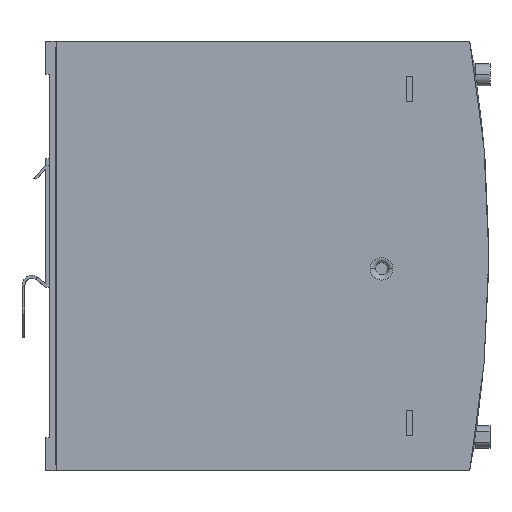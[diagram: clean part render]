
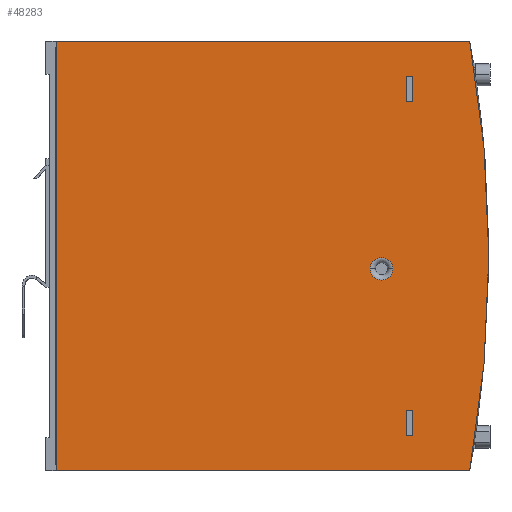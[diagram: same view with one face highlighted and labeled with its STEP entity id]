
A CAD part, top view. The second image highlights one B-rep face of the part: STEP entity #48283.
In plain terms, the highlighted planar face has unit normal (0, 0, 1).
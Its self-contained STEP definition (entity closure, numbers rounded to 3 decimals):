
#597 = VERTEX_POINT ( 'NONE', #19143 ) ;
#982 = ORIENTED_EDGE ( 'NONE', *, *, #41886, .F. ) ;
#1276 = DIRECTION ( 'NONE',  ( 0., -1., 0. ) ) ;
#1383 = VECTOR ( 'NONE', #1276, 1000. ) ;
#1676 = LINE ( 'NONE', #17758, #30795 ) ;
#1716 = VERTEX_POINT ( 'NONE', #23782 ) ;
#2255 = CARTESIAN_POINT ( 'NONE',  ( 295.281, 192.117, 1.5 ) ) ;
#3159 = EDGE_LOOP ( 'NONE', ( #26589, #41400, #14920, #22283 ) ) ;
#3542 = LINE ( 'NONE', #43807, #46922 ) ;
#4015 = VERTEX_POINT ( 'NONE', #18310 ) ;
#4235 = CARTESIAN_POINT ( 'NONE',  ( 288.081, 143.667, 1.5 ) ) ;
#4498 = LINE ( 'NONE', #40690, #9093 ) ;
#4853 = CARTESIAN_POINT ( 'NONE',  ( 288.081, 143.667, 1.5 ) ) ;
#6019 = VECTOR ( 'NONE', #35691, 1000. ) ;
#6037 = CARTESIAN_POINT ( 'NONE',  ( 297.081, 95.617, 1.5 ) ) ;
#6128 = AXIS2_PLACEMENT_3D ( 'NONE', #4853, #21435, #38029 ) ;
#6775 = EDGE_CURVE ( 'NONE', #16448, #38992, #32601, .T. ) ;
#7238 = FACE_BOUND ( 'NONE', #3159, .T. ) ;
#7441 = ORIENTED_EDGE ( 'NONE', *, *, #16059, .T. ) ;
#7518 = CARTESIAN_POINT ( 'NONE',  ( -30.919, 147.417, 1.5 ) ) ;
#7858 = CARTESIAN_POINT ( 'NONE',  ( 297.081, 199.117, 1.5 ) ) ;
#8183 = DIRECTION ( 'NONE',  ( -1., 0., 0. ) ) ;
#8255 = AXIS2_PLACEMENT_3D ( 'NONE', #7518, #36598, #24928 ) ;
#8345 = PLANE ( 'NONE',  #8255 ) ;
#8747 = CIRCLE ( 'NONE', #6128, 3.25 ) ;
#8777 = VERTEX_POINT ( 'NONE', #7858 ) ;
#8999 = EDGE_CURVE ( 'NONE', #23017, #597, #8747, .T. ) ;
#9093 = VECTOR ( 'NONE', #41224, 1000. ) ;
#10377 = LINE ( 'NONE', #6037, #44571 ) ;
#10442 = ORIENTED_EDGE ( 'NONE', *, *, #6775, .T. ) ;
#11030 = CARTESIAN_POINT ( 'NONE',  ( 313.546, 85.417, 1.5 ) ) ;
#11158 = ORIENTED_EDGE ( 'NONE', *, *, #16987, .F. ) ;
#11561 = ORIENTED_EDGE ( 'NONE', *, *, #43255, .T. ) ;
#11906 = VERTEX_POINT ( 'NONE', #29459 ) ;
#12530 = CARTESIAN_POINT ( 'NONE',  ( 192.081, 209.417, 1.5 ) ) ;
#13162 = EDGE_CURVE ( 'NONE', #15214, #8777, #1676, .T. ) ;
#13959 = CARTESIAN_POINT ( 'NONE',  ( 295.281, 95.617, 1.5 ) ) ;
#14176 = VERTEX_POINT ( 'NONE', #24926 ) ;
#14652 = CARTESIAN_POINT ( 'NONE',  ( 192.081, 85.417, 1.5 ) ) ;
#14737 = VERTEX_POINT ( 'NONE', #26113 ) ;
#14920 = ORIENTED_EDGE ( 'NONE', *, *, #26058, .F. ) ;
#15214 = VERTEX_POINT ( 'NONE', #32433 ) ;
#15680 = FACE_BOUND ( 'NONE', #36999, .T. ) ;
#16040 = AXIS2_PLACEMENT_3D ( 'NONE', #4235, #32808, #28457 ) ;
#16059 = EDGE_CURVE ( 'NONE', #14737, #16448, #35311, .T. ) ;
#16448 = VERTEX_POINT ( 'NONE', #11030 ) ;
#16987 = EDGE_CURVE ( 'NONE', #14176, #36142, #29386, .T. ) ;
#17420 = LINE ( 'NONE', #12530, #31414 ) ;
#17758 = CARTESIAN_POINT ( 'NONE',  ( 297.081, 199.117, 1.5 ) ) ;
#18055 = CARTESIAN_POINT ( 'NONE',  ( 313.546, 209.417, 1.5 ) ) ;
#18310 = CARTESIAN_POINT ( 'NONE',  ( 295.281, 192.117, 1.5 ) ) ;
#18828 = EDGE_CURVE ( 'NONE', #597, #23017, #46296, .T. ) ;
#19143 = CARTESIAN_POINT ( 'NONE',  ( 291.331, 143.667, 1.5 ) ) ;
#19451 = CARTESIAN_POINT ( 'NONE',  ( 284.831, 143.667, 1.5 ) ) ;
#20136 = DIRECTION ( 'NONE',  ( 0., 1., 0. ) ) ;
#20537 = EDGE_CURVE ( 'NONE', #4015, #15214, #39247, .T. ) ;
#21313 = CARTESIAN_POINT ( 'NONE',  ( 194.081, 87.417, 1.5 ) ) ;
#21435 = DIRECTION ( 'NONE',  ( 0., 0., -1. ) ) ;
#21918 = VECTOR ( 'NONE', #8183, 1000. ) ;
#22182 = AXIS2_PLACEMENT_3D ( 'NONE', #47149, #43076, #39733 ) ;
#22283 = ORIENTED_EDGE ( 'NONE', *, *, #13162, .F. ) ;
#22833 = EDGE_LOOP ( 'NONE', ( #11158, #982, #42282, #27823 ) ) ;
#23017 = VERTEX_POINT ( 'NONE', #19451 ) ;
#23782 = CARTESIAN_POINT ( 'NONE',  ( 295.281, 199.117, 1.5 ) ) ;
#23837 = FACE_OUTER_BOUND ( 'NONE', #36628, .T. ) ;
#24504 = VECTOR ( 'NONE', #48069, 1000. ) ;
#24926 = CARTESIAN_POINT ( 'NONE',  ( 297.081, 102.617, 1.5 ) ) ;
#24928 = DIRECTION ( 'NONE',  ( -1., 0., 0. ) ) ;
#25055 = EDGE_CURVE ( 'NONE', #39043, #11906, #10377, .T. ) ;
#25641 = CARTESIAN_POINT ( 'NONE',  ( 295.281, 199.117, 1.5 ) ) ;
#25945 = LINE ( 'NONE', #21313, #37211 ) ;
#26058 = EDGE_CURVE ( 'NONE', #8777, #1716, #4498, .T. ) ;
#26113 = CARTESIAN_POINT ( 'NONE',  ( 194.081, 85.417, 1.5 ) ) ;
#26589 = ORIENTED_EDGE ( 'NONE', *, *, #20537, .F. ) ;
#26965 = DIRECTION ( 'NONE',  ( 1., 0., 0. ) ) ;
#27823 = ORIENTED_EDGE ( 'NONE', *, *, #51024, .F. ) ;
#28457 = DIRECTION ( 'NONE',  ( -1., 0., 0. ) ) ;
#28729 = FACE_BOUND ( 'NONE', #22833, .T. ) ;
#29386 = LINE ( 'NONE', #49491, #21918 ) ;
#29459 = CARTESIAN_POINT ( 'NONE',  ( 297.081, 95.617, 1.5 ) ) ;
#30674 = EDGE_CURVE ( 'NONE', #1716, #4015, #46824, .T. ) ;
#30795 = VECTOR ( 'NONE', #46835, 1000. ) ;
#31414 = VECTOR ( 'NONE', #41361, 1000. ) ;
#32433 = CARTESIAN_POINT ( 'NONE',  ( 297.081, 192.117, 1.5 ) ) ;
#32601 = CIRCLE ( 'NONE', #22182, 350. ) ;
#32808 = DIRECTION ( 'NONE',  ( 0., 0., -1. ) ) ;
#33506 = ORIENTED_EDGE ( 'NONE', *, *, #37613, .T. ) ;
#33614 = VECTOR ( 'NONE', #38133, 1000. ) ;
#33920 = CARTESIAN_POINT ( 'NONE',  ( 295.281, 95.617, 1.5 ) ) ;
#35311 = LINE ( 'NONE', #14652, #24504 ) ;
#35691 = DIRECTION ( 'NONE',  ( 1., 0., 0. ) ) ;
#36142 = VERTEX_POINT ( 'NONE', #41122 ) ;
#36598 = DIRECTION ( 'NONE',  ( 0., 0., -1. ) ) ;
#36628 = EDGE_LOOP ( 'NONE', ( #11561, #33506, #7441, #10442 ) ) ;
#36999 = EDGE_LOOP ( 'NONE', ( #52479, #43402 ) ) ;
#37211 = VECTOR ( 'NONE', #41976, 1000. ) ;
#37613 = EDGE_CURVE ( 'NONE', #39999, #14737, #25945, .T. ) ;
#38029 = DIRECTION ( 'NONE',  ( -1., 0., 0. ) ) ;
#38133 = DIRECTION ( 'NONE',  ( 0., -1., 0. ) ) ;
#38992 = VERTEX_POINT ( 'NONE', #18055 ) ;
#39043 = VERTEX_POINT ( 'NONE', #13959 ) ;
#39247 = LINE ( 'NONE', #2255, #6019 ) ;
#39733 = DIRECTION ( 'NONE',  ( -1., 0., 0. ) ) ;
#39999 = VERTEX_POINT ( 'NONE', #50466 ) ;
#40690 = CARTESIAN_POINT ( 'NONE',  ( 295.281, 199.117, 1.5 ) ) ;
#41122 = CARTESIAN_POINT ( 'NONE',  ( 295.281, 102.617, 1.5 ) ) ;
#41224 = DIRECTION ( 'NONE',  ( -1., 0., 0. ) ) ;
#41361 = DIRECTION ( 'NONE',  ( -1., 0., 0. ) ) ;
#41400 = ORIENTED_EDGE ( 'NONE', *, *, #30674, .F. ) ;
#41886 = EDGE_CURVE ( 'NONE', #11906, #14176, #3542, .T. ) ;
#41976 = DIRECTION ( 'NONE',  ( 0., -1., 0. ) ) ;
#42282 = ORIENTED_EDGE ( 'NONE', *, *, #25055, .F. ) ;
#43076 = DIRECTION ( 'NONE',  ( 0., 0., 1. ) ) ;
#43255 = EDGE_CURVE ( 'NONE', #38992, #39999, #17420, .T. ) ;
#43402 = ORIENTED_EDGE ( 'NONE', *, *, #18828, .T. ) ;
#43807 = CARTESIAN_POINT ( 'NONE',  ( 297.081, 95.617, 1.5 ) ) ;
#44571 = VECTOR ( 'NONE', #26965, 1000. ) ;
#46296 = CIRCLE ( 'NONE', #16040, 3.25 ) ;
#46824 = LINE ( 'NONE', #25641, #33614 ) ;
#46835 = DIRECTION ( 'NONE',  ( 0., 1., 0. ) ) ;
#46922 = VECTOR ( 'NONE', #20136, 1000. ) ;
#46957 = LINE ( 'NONE', #33920, #1383 ) ;
#47149 = CARTESIAN_POINT ( 'NONE',  ( -30.919, 147.417, 1.5 ) ) ;
#48069 = DIRECTION ( 'NONE',  ( 1., 0., 0. ) ) ;
#48283 = ADVANCED_FACE ( 'NONE', ( #15680, #7238, #28729, #23837 ), #8345, .F. ) ;
#49491 = CARTESIAN_POINT ( 'NONE',  ( 297.081, 102.617, 1.5 ) ) ;
#50466 = CARTESIAN_POINT ( 'NONE',  ( 194.081, 209.417, 1.5 ) ) ;
#51024 = EDGE_CURVE ( 'NONE', #36142, #39043, #46957, .T. ) ;
#52479 = ORIENTED_EDGE ( 'NONE', *, *, #8999, .T. ) ;
